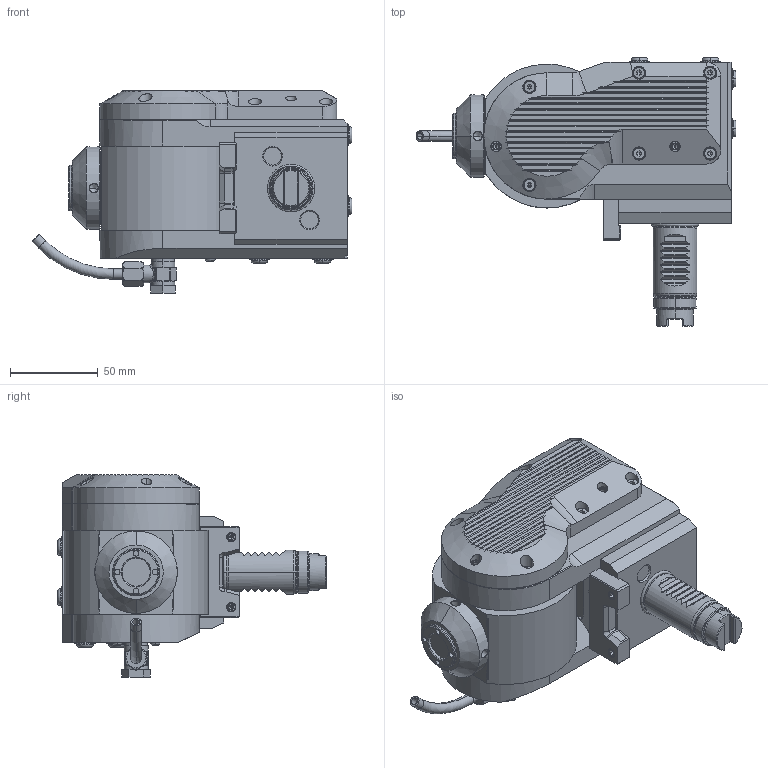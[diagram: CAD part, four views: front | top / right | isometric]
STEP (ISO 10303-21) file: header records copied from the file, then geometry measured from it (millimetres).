
FILE_DESCRIPTION((''),'2;1');
FILE_NAME('NGT1_25_565_20_1_3_1_1_5','2025-07-03T',('vali'),('NOVA GRUP'),'PRO/ENGINEER BY PARAMETRIC TECHNOLOGY CORPORATION, 2010280','PRO/ENGINEER BY PARAMETRIC TECHNOLOGY CORPORATION, 2010280','');
FILE_SCHEMA(('CONFIG_CONTROL_DESIGN'));
Length unit declared in the file: millimetre
Products named in the file (1): NGT1_25_565_20_1_3_1_1_5
Bounding box: 182.42 x 153.25 x 115.4 mm (x, y, z)
Volume: 1014321.9 mm3; surface area: 88339 mm2
Topology: 1 solids, 4 shells, 1185 faces, 2758 edges, 1650 vertices
Faces by surface type: plane 591, cylinder 341, cone 105, torus 92, bspline 56
Entity records: 41098 total; most frequent: CARTESIAN_POINT 14933, ORIENTED_EDGE 5464, DIRECTION 5212, EDGE_CURVE 2732, AXIS2_PLACEMENT_3D 1817, VERTEX_POINT 1650, VECTOR 1578, LINE 1578
